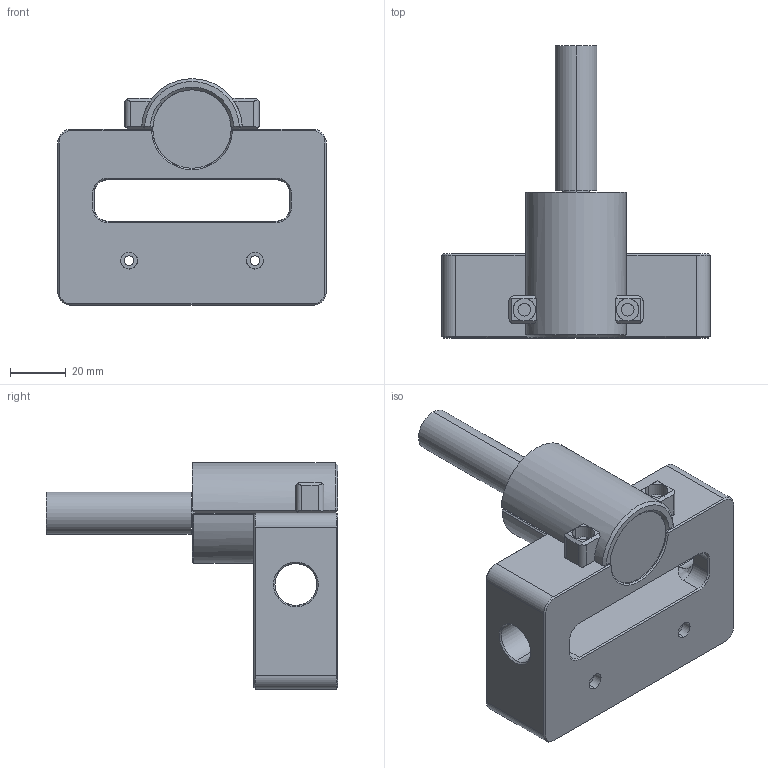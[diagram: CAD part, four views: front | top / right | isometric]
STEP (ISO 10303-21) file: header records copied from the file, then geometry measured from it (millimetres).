
FILE_DESCRIPTION (( 'STEP AP214' ), '1' );
FILE_NAME ('驗郲蚾饜.STEP', '2021-05-26T08:32:50', ( '' ), ( '' ), 'SwSTEP 2.0', 'SolidWorks 2019', '' );
FILE_SCHEMA (( 'AUTOMOTIVE_DESIGN' ));
Length unit declared in the file: millimetre
Products named in the file (4): 驗郲盓殤狟; 驗郲奻盓殤; 驗郲蚾饜; 驗郲
Assembly tree (3 placements, depth 2):
  驗郲蚾饜
    驗郲
    驗郲盓殤狟
    驗郲奻盓殤
Bounding box: 96 x 104.3 x 81 mm (x, y, z)
Volume: 136921.3 mm3; surface area: 48778.7 mm2
Topology: 3 solids, 3 shells, 238 faces, 609 edges, 373 vertices
Faces by surface type: plane 125, cylinder 66, cone 39, bspline 8
Entity records: 7769 total; most frequent: CARTESIAN_POINT 1960, ORIENTED_EDGE 1202, DIRECTION 1181, EDGE_CURVE 601, AXIS2_PLACEMENT_3D 418, VERTEX_POINT 373, LINE 345, VECTOR 345
